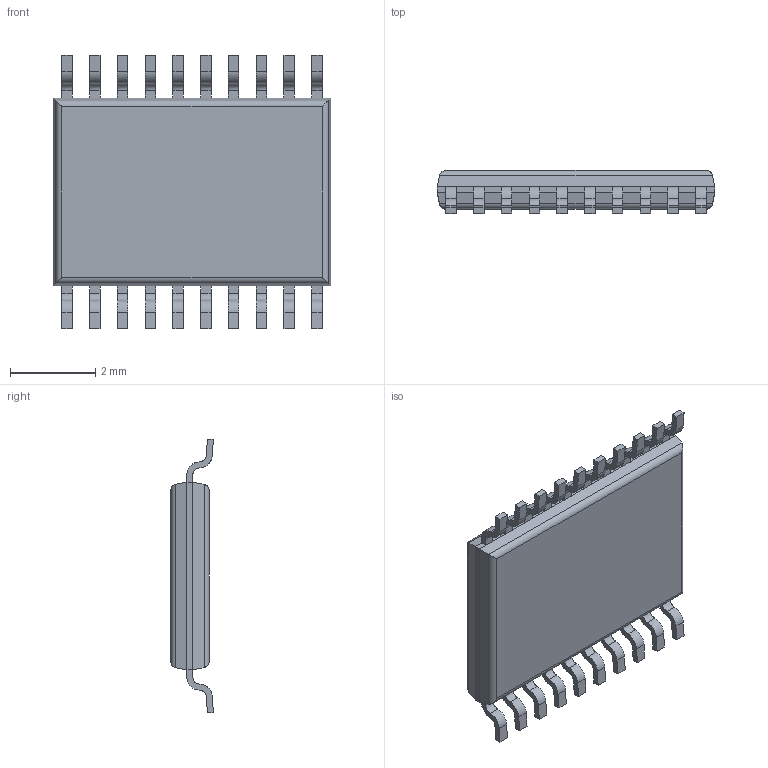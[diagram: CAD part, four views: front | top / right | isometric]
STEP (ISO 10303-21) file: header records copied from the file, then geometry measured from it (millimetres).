
FILE_DESCRIPTION (( 'STEP AP214' ), '1' );
FILE_NAME ('User Library-TSSOP-20-1.STEP', '2012-12-19T21:05:57', ( 'Windows User' ), ( '' ), 'SwSTEP 2.0', 'SolidWorks 2013', '' );
FILE_SCHEMA (( 'AUTOMOTIVE_DESIGN' ));
Length unit declared in the file: centimetre
Products named in the file (3): User Library-TSSOP-20-1_TSSOP-20_Pins_1; User Library-TSSOP-20-1_TSSOP-20_Body_1; User Library-TSSOP-20-1
Assembly tree (2 placements, depth 2):
  User Library-TSSOP-20-1
    User Library-TSSOP-20-1_TSSOP-20_Body_1
    User Library-TSSOP-20-1_TSSOP-20_Pins_1
Bounding box: 6.5 x 1 x 6.41 mm (x, y, z)
Volume: 27.4 mm3; surface area: 128 mm2
Topology: 2 solids, 2 shells, 223 faces, 638 edges, 420 vertices
Faces by surface type: plane 133, cylinder 88, bspline 2
Entity records: 10221 total; most frequent: CARTESIAN_POINT 2257, ORIENTED_EDGE 1276, DIRECTION 894, EDGE_CURVE 638, VECTOR 424, LINE 424, VERTEX_POINT 420, AXIS2_PLACEMENT_3D 235
